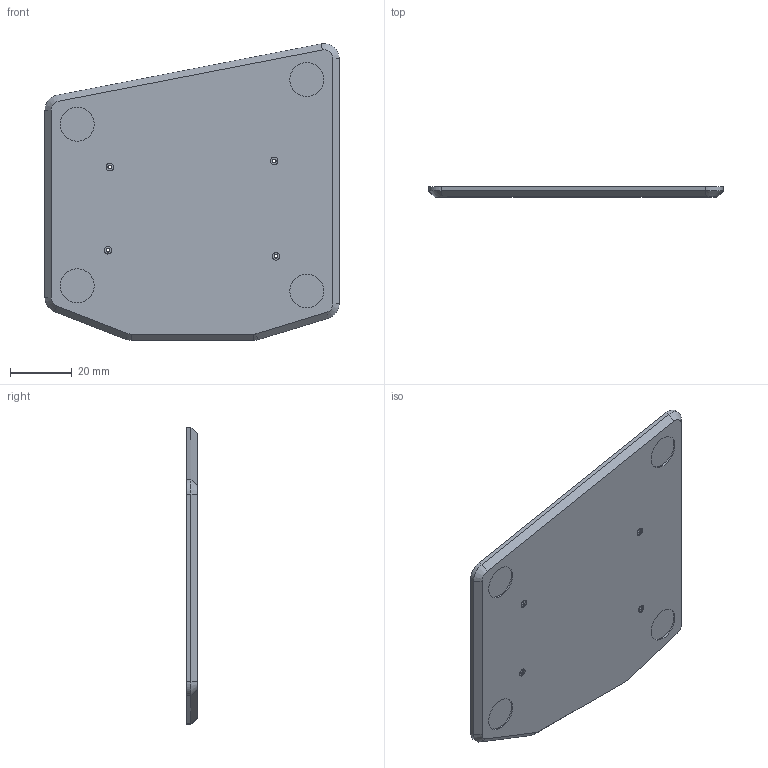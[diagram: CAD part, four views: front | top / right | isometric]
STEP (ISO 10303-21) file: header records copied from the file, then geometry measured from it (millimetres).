
FILE_DESCRIPTION(/* description */ (''),/* implementation_level */ '2;1');
FILE_NAME(/* name */ 'left-bottom.stp',/* time_stamp */ '2023-07-16T17:23:57+02:00',/* author */ ('gabri'),/* organization */ (''),/* preprocessor_version */ 'ST-DEVELOPER v19.2',/* originating_system */ 'Autodesk Inventor 2024',/* authorisation */ '');
FILE_SCHEMA (('AUTOMOTIVE_DESIGN { 1 0 10303 214 3 1 1 }'));
Length unit declared in the file: millimetre
Products named in the file (1): case
Bounding box: 95.6 x 3.35 x 96.41 mm (x, y, z)
Volume: 16403.8 mm3; surface area: 17702.9 mm2
Topology: 1 solids, 1 shells, 88 faces, 208 edges, 134 vertices
Faces by surface type: plane 50, cylinder 32, cone 6
Full cylindrical faces by diameter (mm): 1.221 x4, 2.5 x4, 4.81 x4, 11 x4
Entity records: 2591 total; most frequent: DIRECTION 458, CARTESIAN_POINT 431, ORIENTED_EDGE 416, EDGE_CURVE 208, AXIS2_PLACEMENT_3D 161, LINE 136, VECTOR 136, VERTEX_POINT 134
